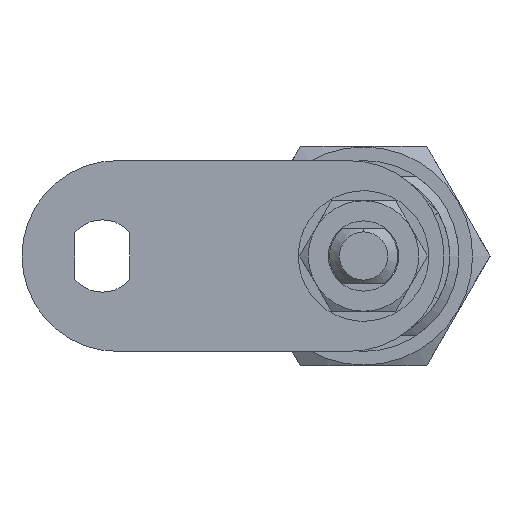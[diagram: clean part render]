
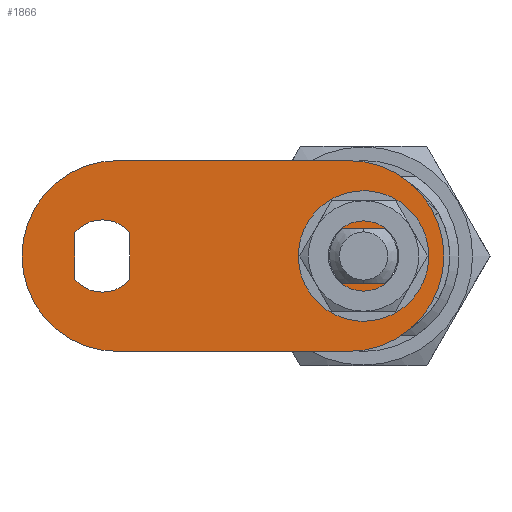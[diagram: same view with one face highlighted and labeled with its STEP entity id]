
A CAD part, left-side view. The second image highlights one B-rep face of the part: STEP entity #1866.
In plain terms, the highlighted face is planar.
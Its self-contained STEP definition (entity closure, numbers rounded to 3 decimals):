
#89 = AXIS2_PLACEMENT_3D ( 'NONE', #351, #3299, #2811 ) ;
#97 = CARTESIAN_POINT ( 'NONE',  ( 2.75, -6.677, 1.15 ) ) ;
#142 = CIRCLE ( 'NONE', #3801, 3.6 ) ;
#181 = CIRCLE ( 'NONE', #89, 3.6 ) ;
#202 = EDGE_CURVE ( 'NONE', #3054, #4673, #2684, .T. ) ;
#207 = FACE_BOUND ( 'NONE', #765, .T. ) ;
#315 = CARTESIAN_POINT ( 'NONE',  ( 0., -9., 1.15 ) ) ;
#349 = VECTOR ( 'NONE', #4714, 1000. ) ;
#351 = CARTESIAN_POINT ( 'NONE',  ( 0., 17., 1.15 ) ) ;
#397 = CIRCLE ( 'NONE', #1298, 3.6 ) ;
#432 = DIRECTION ( 'NONE',  ( 0., 0., 1. ) ) ;
#663 = VERTEX_POINT ( 'NONE', #3470 ) ;
#667 = AXIS2_PLACEMENT_3D ( 'NONE', #315, #3678, #2001 ) ;
#669 = DIRECTION ( 'NONE',  ( 1., 0., 0. ) ) ;
#677 = CARTESIAN_POINT ( 'NONE',  ( 2.323, 14.25, 1.15 ) ) ;
#695 = EDGE_CURVE ( 'NONE', #2488, #3054, #2883, .T. ) ;
#765 = EDGE_LOOP ( 'NONE', ( #2825, #2366, #3835, #4063, #4251 ) ) ;
#795 = LINE ( 'NONE', #2220, #3293 ) ;
#808 = EDGE_CURVE ( 'NONE', #663, #4514, #1902, .T. ) ;
#866 = FACE_OUTER_BOUND ( 'NONE', #4453, .T. ) ;
#932 = ORIENTED_EDGE ( 'NONE', *, *, #4188, .T. ) ;
#1053 = DIRECTION ( 'NONE',  ( -1., 0., 0. ) ) ;
#1104 = DIRECTION ( 'NONE',  ( 1., 0., 0. ) ) ;
#1133 = AXIS2_PLACEMENT_3D ( 'NONE', #1515, #2810, #3298 ) ;
#1160 = VERTEX_POINT ( 'NONE', #2912 ) ;
#1247 = EDGE_CURVE ( 'NONE', #2874, #663, #397, .T. ) ;
#1262 = DIRECTION ( 'NONE',  ( 0., 0., 1. ) ) ;
#1271 = ORIENTED_EDGE ( 'NONE', *, *, #3415, .F. ) ;
#1298 = AXIS2_PLACEMENT_3D ( 'NONE', #4167, #4423, #1104 ) ;
#1331 = DIRECTION ( 'NONE',  ( 0., 1., 0. ) ) ;
#1401 = EDGE_CURVE ( 'NONE', #3445, #3809, #1959, .T. ) ;
#1515 = CARTESIAN_POINT ( 'NONE',  ( 0., 15.5, 1.15 ) ) ;
#1539 = EDGE_CURVE ( 'NONE', #2217, #1813, #795, .T. ) ;
#1579 = AXIS2_PLACEMENT_3D ( 'NONE', #2089, #1580, #1053 ) ;
#1580 = DIRECTION ( 'NONE',  ( 0., 0., 1. ) ) ;
#1682 = VECTOR ( 'NONE', #3210, 1000. ) ;
#1813 = VERTEX_POINT ( 'NONE', #677 ) ;
#1844 = CARTESIAN_POINT ( 'NONE',  ( -3.6, 17., 1.15 ) ) ;
#1851 = CARTESIAN_POINT ( 'NONE',  ( 9.5, 15.5, 1.15 ) ) ;
#1866 = ADVANCED_FACE ( 'NONE', ( #2304, #866, #207 ), #4345, .F. ) ;
#1902 = LINE ( 'NONE', #2676, #349 ) ;
#1959 = CIRCLE ( 'NONE', #2076, 9.5 ) ;
#2001 = DIRECTION ( 'NONE',  ( 1., 0., 0. ) ) ;
#2076 = AXIS2_PLACEMENT_3D ( 'NONE', #3002, #1262, #3742 ) ;
#2077 = ORIENTED_EDGE ( 'NONE', *, *, #808, .F. ) ;
#2089 = CARTESIAN_POINT ( 'NONE',  ( 0., 15.5, 1.15 ) ) ;
#2127 = VECTOR ( 'NONE', #3484, 1000. ) ;
#2165 = EDGE_CURVE ( 'NONE', #1813, #2488, #142, .T. ) ;
#2190 = EDGE_LOOP ( 'NONE', ( #4788, #2077, #4882, #1271 ) ) ;
#2217 = VERTEX_POINT ( 'NONE', #2747 ) ;
#2220 = CARTESIAN_POINT ( 'NONE',  ( -2.323, 14.25, 1.15 ) ) ;
#2284 = AXIS2_PLACEMENT_3D ( 'NONE', #3345, #4682, #3680 ) ;
#2287 = CARTESIAN_POINT ( 'NONE',  ( 0., 17., 1.15 ) ) ;
#2304 = FACE_BOUND ( 'NONE', #2190, .T. ) ;
#2346 = EDGE_CURVE ( 'NONE', #4514, #2378, #2870, .T. ) ;
#2361 = LINE ( 'NONE', #1851, #3940 ) ;
#2366 = ORIENTED_EDGE ( 'NONE', *, *, #695, .F. ) ;
#2378 = VERTEX_POINT ( 'NONE', #3178 ) ;
#2488 = VERTEX_POINT ( 'NONE', #4750 ) ;
#2595 = CARTESIAN_POINT ( 'NONE',  ( -9.5, -7.5, 1.15 ) ) ;
#2676 = CARTESIAN_POINT ( 'NONE',  ( 2.75, -6.677, 1.15 ) ) ;
#2684 = CIRCLE ( 'NONE', #2284, 3.6 ) ;
#2747 = CARTESIAN_POINT ( 'NONE',  ( -2.323, 14.25, 1.15 ) ) ;
#2810 = DIRECTION ( 'NONE',  ( 0., 0., -1. ) ) ;
#2811 = DIRECTION ( 'NONE',  ( 1., 0., 0. ) ) ;
#2825 = ORIENTED_EDGE ( 'NONE', *, *, #202, .F. ) ;
#2870 = CIRCLE ( 'NONE', #667, 3.6 ) ;
#2874 = VERTEX_POINT ( 'NONE', #4012 ) ;
#2883 = LINE ( 'NONE', #3539, #2127 ) ;
#2912 = CARTESIAN_POINT ( 'NONE',  ( 9.5, 15.5, 1.15 ) ) ;
#3002 = CARTESIAN_POINT ( 'NONE',  ( 0., -7.5, 1.15 ) ) ;
#3054 = VERTEX_POINT ( 'NONE', #3980 ) ;
#3066 = CARTESIAN_POINT ( 'NONE',  ( 9.5, -7.5, 1.15 ) ) ;
#3111 = VECTOR ( 'NONE', #3247, 1000. ) ;
#3178 = CARTESIAN_POINT ( 'NONE',  ( -2.75, -6.677, 1.15 ) ) ;
#3210 = DIRECTION ( 'NONE',  ( 0., -1., 0. ) ) ;
#3247 = DIRECTION ( 'NONE',  ( 0., -1., 0. ) ) ;
#3269 = CIRCLE ( 'NONE', #1579, 9.5 ) ;
#3293 = VECTOR ( 'NONE', #669, 1000. ) ;
#3298 = DIRECTION ( 'NONE',  ( -1., 0., 0. ) ) ;
#3299 = DIRECTION ( 'NONE',  ( 0., 0., 1. ) ) ;
#3345 = CARTESIAN_POINT ( 'NONE',  ( 0., 17., 1.15 ) ) ;
#3352 = EDGE_CURVE ( 'NONE', #4673, #2217, #181, .T. ) ;
#3415 = EDGE_CURVE ( 'NONE', #2378, #2874, #4208, .T. ) ;
#3445 = VERTEX_POINT ( 'NONE', #2595 ) ;
#3452 = EDGE_CURVE ( 'NONE', #1160, #3559, #3269, .T. ) ;
#3470 = CARTESIAN_POINT ( 'NONE',  ( 2.75, -11.323, 1.15 ) ) ;
#3484 = DIRECTION ( 'NONE',  ( -1., 0., 0. ) ) ;
#3539 = CARTESIAN_POINT ( 'NONE',  ( -2.323, 19.75, 1.15 ) ) ;
#3559 = VERTEX_POINT ( 'NONE', #4110 ) ;
#3678 = DIRECTION ( 'NONE',  ( 0., 0., 1. ) ) ;
#3680 = DIRECTION ( 'NONE',  ( 1., 0., 0. ) ) ;
#3699 = CARTESIAN_POINT ( 'NONE',  ( -2.75, -6.677, 1.15 ) ) ;
#3731 = CARTESIAN_POINT ( 'NONE',  ( -9.5, 15.5, 1.15 ) ) ;
#3742 = DIRECTION ( 'NONE',  ( 1., 0., 0. ) ) ;
#3801 = AXIS2_PLACEMENT_3D ( 'NONE', #2287, #432, #4399 ) ;
#3809 = VERTEX_POINT ( 'NONE', #3066 ) ;
#3835 = ORIENTED_EDGE ( 'NONE', *, *, #2165, .F. ) ;
#3940 = VECTOR ( 'NONE', #1331, 1000. ) ;
#3980 = CARTESIAN_POINT ( 'NONE',  ( -2.323, 19.75, 1.15 ) ) ;
#4012 = CARTESIAN_POINT ( 'NONE',  ( -2.75, -11.323, 1.15 ) ) ;
#4063 = ORIENTED_EDGE ( 'NONE', *, *, #1539, .F. ) ;
#4092 = ORIENTED_EDGE ( 'NONE', *, *, #4811, .T. ) ;
#4110 = CARTESIAN_POINT ( 'NONE',  ( -9.5, 15.5, 1.15 ) ) ;
#4167 = CARTESIAN_POINT ( 'NONE',  ( 0., -9., 1.15 ) ) ;
#4188 = EDGE_CURVE ( 'NONE', #3809, #1160, #2361, .T. ) ;
#4208 = LINE ( 'NONE', #3699, #1682 ) ;
#4238 = LINE ( 'NONE', #3731, #3111 ) ;
#4251 = ORIENTED_EDGE ( 'NONE', *, *, #3352, .F. ) ;
#4345 = PLANE ( 'NONE',  #1133 ) ;
#4399 = DIRECTION ( 'NONE',  ( 1., 0., 0. ) ) ;
#4423 = DIRECTION ( 'NONE',  ( 0., 0., 1. ) ) ;
#4453 = EDGE_LOOP ( 'NONE', ( #4826, #4092, #4957, #932 ) ) ;
#4514 = VERTEX_POINT ( 'NONE', #97 ) ;
#4673 = VERTEX_POINT ( 'NONE', #1844 ) ;
#4682 = DIRECTION ( 'NONE',  ( 0., 0., 1. ) ) ;
#4714 = DIRECTION ( 'NONE',  ( 0., 1., 0. ) ) ;
#4750 = CARTESIAN_POINT ( 'NONE',  ( 2.323, 19.75, 1.15 ) ) ;
#4788 = ORIENTED_EDGE ( 'NONE', *, *, #2346, .F. ) ;
#4811 = EDGE_CURVE ( 'NONE', #3559, #3445, #4238, .T. ) ;
#4826 = ORIENTED_EDGE ( 'NONE', *, *, #3452, .T. ) ;
#4882 = ORIENTED_EDGE ( 'NONE', *, *, #1247, .F. ) ;
#4957 = ORIENTED_EDGE ( 'NONE', *, *, #1401, .T. ) ;
